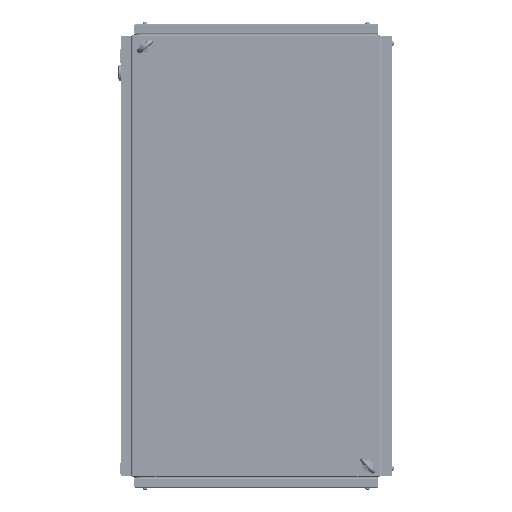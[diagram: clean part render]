
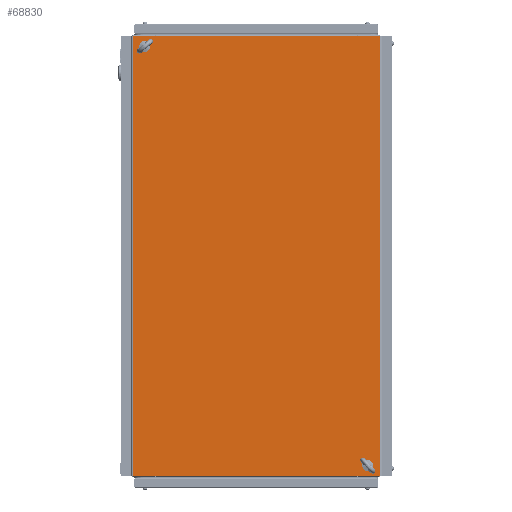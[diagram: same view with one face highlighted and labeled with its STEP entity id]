
A CAD part, front view. The second image highlights one B-rep face of the part: STEP entity #68830.
In plain terms, the highlighted planar face has unit normal (0, -1, 0).
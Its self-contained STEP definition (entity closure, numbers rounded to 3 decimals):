
#1378 = EDGE_LOOP ( 'NONE', ( #73642, #43385 ) ) ;
#1999 = CARTESIAN_POINT ( 'NONE',  ( 19.8, -20., 0. ) ) ;
#3506 = CIRCLE ( 'NONE', #34877, 4.5 ) ;
#3712 = CARTESIAN_POINT ( 'NONE',  ( 447., -20., 19.5 ) ) ;
#6941 = CIRCLE ( 'NONE', #50844, 4.5 ) ;
#7255 = VERTEX_POINT ( 'NONE', #43192 ) ;
#9524 = PLANE ( 'NONE',  #9612 ) ;
#9612 = AXIS2_PLACEMENT_3D ( 'NONE', #10693, #75870, #40944 ) ;
#10693 = CARTESIAN_POINT ( 'NONE',  ( 19.8, -20., 799. ) ) ;
#11526 = AXIS2_PLACEMENT_3D ( 'NONE', #20369, #50182, #75673 ) ;
#11914 = CARTESIAN_POINT ( 'NONE',  ( 47.5, -20., 779.5 ) ) ;
#12101 = CIRCLE ( 'NONE', #22138, 4.5 ) ;
#12965 = CARTESIAN_POINT ( 'NONE',  ( 20.8, -20., 799. ) ) ;
#13347 = LINE ( 'NONE', #12965, #45109 ) ;
#14197 = CARTESIAN_POINT ( 'NONE',  ( 451.5, -20., 19.5 ) ) ;
#14747 = DIRECTION ( 'NONE',  ( 1., 0., 0. ) ) ;
#15148 = VERTEX_POINT ( 'NONE', #11914 ) ;
#16734 = DIRECTION ( 'NONE',  ( 0., -1., 0. ) ) ;
#17080 = DIRECTION ( 'NONE',  ( 0., -1., 0. ) ) ;
#17242 = VERTEX_POINT ( 'NONE', #28479 ) ;
#17460 = CARTESIAN_POINT ( 'NONE',  ( 447., -20., 19.5 ) ) ;
#17871 = ORIENTED_EDGE ( 'NONE', *, *, #72760, .T. ) ;
#18358 = EDGE_CURVE ( 'NONE', #15148, #17242, #27847, .T. ) ;
#19846 = CARTESIAN_POINT ( 'NONE',  ( 20.8, -20., 0. ) ) ;
#20369 = CARTESIAN_POINT ( 'NONE',  ( 43., -20., 779.5 ) ) ;
#20501 = DIRECTION ( 'NONE',  ( 1., 0., 0. ) ) ;
#20974 = EDGE_CURVE ( 'NONE', #17242, #15148, #3506, .T. ) ;
#22138 = AXIS2_PLACEMENT_3D ( 'NONE', #17460, #17080, #38798 ) ;
#22242 = CARTESIAN_POINT ( 'NONE',  ( 43., -20., 779.5 ) ) ;
#22538 = VERTEX_POINT ( 'NONE', #38310 ) ;
#22700 = VERTEX_POINT ( 'NONE', #29249 ) ;
#22878 = FACE_BOUND ( 'NONE', #1378, .T. ) ;
#26135 = ORIENTED_EDGE ( 'NONE', *, *, #34047, .F. ) ;
#27847 = CIRCLE ( 'NONE', #11526, 4.5 ) ;
#28479 = CARTESIAN_POINT ( 'NONE',  ( 38.5, -20., 779.5 ) ) ;
#29249 = CARTESIAN_POINT ( 'NONE',  ( 442.5, -20., 19.5 ) ) ;
#30371 = ORIENTED_EDGE ( 'NONE', *, *, #70123, .T. ) ;
#32694 = VERTEX_POINT ( 'NONE', #14197 ) ;
#33817 = CARTESIAN_POINT ( 'NONE',  ( 19.8, -20., 799. ) ) ;
#34047 = EDGE_CURVE ( 'NONE', #22538, #7255, #45594, .T. ) ;
#34877 = AXIS2_PLACEMENT_3D ( 'NONE', #22242, #16734, #46177 ) ;
#37105 = VERTEX_POINT ( 'NONE', #19846 ) ;
#38310 = CARTESIAN_POINT ( 'NONE',  ( 20.8, -20., 799. ) ) ;
#38798 = DIRECTION ( 'NONE',  ( 1., 0., 0. ) ) ;
#39416 = LINE ( 'NONE', #57069, #50107 ) ;
#40944 = DIRECTION ( 'NONE',  ( -1., 0., 0. ) ) ;
#43192 = CARTESIAN_POINT ( 'NONE',  ( 469.2, -20., 799. ) ) ;
#43385 = ORIENTED_EDGE ( 'NONE', *, *, #20974, .F. ) ;
#45109 = VECTOR ( 'NONE', #49051, 1000. ) ;
#45594 = LINE ( 'NONE', #33817, #63354 ) ;
#46177 = DIRECTION ( 'NONE',  ( 1., 0., 0. ) ) ;
#46536 = EDGE_CURVE ( 'NONE', #7255, #60964, #39416, .T. ) ;
#46850 = EDGE_LOOP ( 'NONE', ( #30371, #59543, #26135, #17871 ) ) ;
#49051 = DIRECTION ( 'NONE',  ( 0., 0., -1. ) ) ;
#50107 = VECTOR ( 'NONE', #51563, 1000. ) ;
#50182 = DIRECTION ( 'NONE',  ( 0., -1., 0. ) ) ;
#50844 = AXIS2_PLACEMENT_3D ( 'NONE', #3712, #75189, #14747 ) ;
#51563 = DIRECTION ( 'NONE',  ( 0., 0., -1. ) ) ;
#56420 = EDGE_LOOP ( 'NONE', ( #62893, #70056 ) ) ;
#57069 = CARTESIAN_POINT ( 'NONE',  ( 469.2, -20., 799. ) ) ;
#57486 = VECTOR ( 'NONE', #61708, 1000. ) ;
#59543 = ORIENTED_EDGE ( 'NONE', *, *, #46536, .F. ) ;
#60964 = VERTEX_POINT ( 'NONE', #67498 ) ;
#61708 = DIRECTION ( 'NONE',  ( 1., 0., 0. ) ) ;
#62893 = ORIENTED_EDGE ( 'NONE', *, *, #68388, .F. ) ;
#63354 = VECTOR ( 'NONE', #20501, 1000. ) ;
#64478 = FACE_BOUND ( 'NONE', #56420, .T. ) ;
#66132 = LINE ( 'NONE', #1999, #57486 ) ;
#66489 = EDGE_CURVE ( 'NONE', #22700, #32694, #6941, .T. ) ;
#67498 = CARTESIAN_POINT ( 'NONE',  ( 469.2, -20., 0. ) ) ;
#68388 = EDGE_CURVE ( 'NONE', #32694, #22700, #12101, .T. ) ;
#68830 = ADVANCED_FACE ( 'NONE', ( #22878, #64478, #76262 ), #9524, .F. ) ;
#70056 = ORIENTED_EDGE ( 'NONE', *, *, #66489, .F. ) ;
#70123 = EDGE_CURVE ( 'NONE', #37105, #60964, #66132, .T. ) ;
#72760 = EDGE_CURVE ( 'NONE', #22538, #37105, #13347, .T. ) ;
#73642 = ORIENTED_EDGE ( 'NONE', *, *, #18358, .F. ) ;
#75189 = DIRECTION ( 'NONE',  ( 0., -1., 0. ) ) ;
#75673 = DIRECTION ( 'NONE',  ( 1., 0., 0. ) ) ;
#75870 = DIRECTION ( 'NONE',  ( 0., 1., 0. ) ) ;
#76262 = FACE_OUTER_BOUND ( 'NONE', #46850, .T. ) ;
